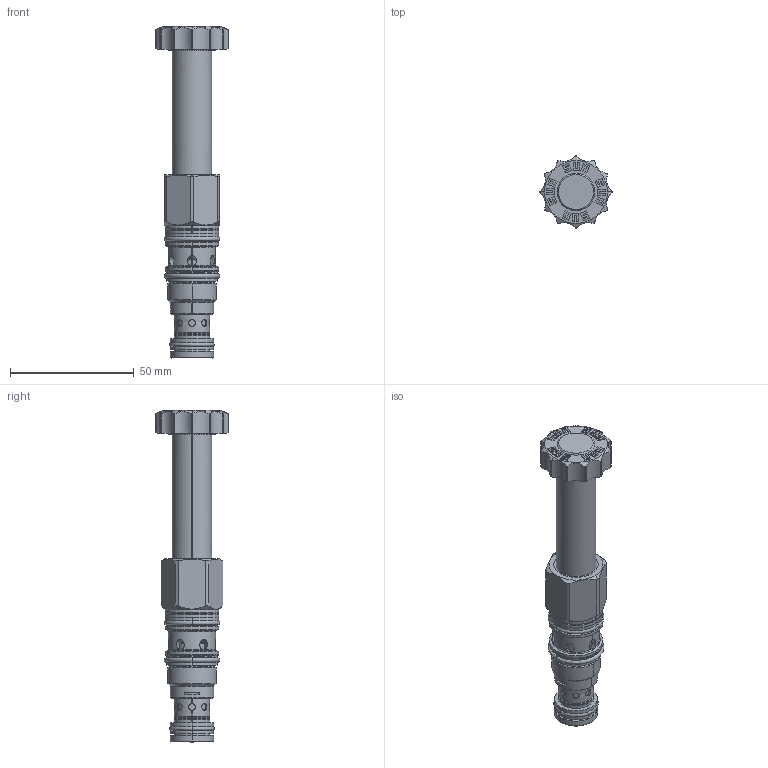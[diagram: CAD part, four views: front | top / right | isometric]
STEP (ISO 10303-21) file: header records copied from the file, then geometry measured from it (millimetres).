
FILE_DESCRIPTION((''),'2;1');
FILE_NAME('PRDGXDN_SW_PRT','2021-03-04T',('charlief'),(''),'PRO/ENGINEER BY PARAMETRIC TECHNOLOGY CORPORATION, 2016010','PRO/ENGINEER BY PARAMETRIC TECHNOLOGY CORPORATION, 2016010','');
FILE_SCHEMA(('CONFIG_CONTROL_DESIGN'));
Products named in the file (1): PRDGXDN_SW_PRT
Bounding box: 29.21 x 29.21 x 134.05 mm (x, y, z)
Surface area: 16270.2 mm2 (no closed solid volume)
Topology: 0 solids, 0 shells, 470 faces, 2344 edges, 2328 vertices
Faces by surface type: bspline 433, torus 37
Entity records: 72516 total; most frequent: CARTESIAN_POINT 51699, DIRECTION 3262, TRIMMED_CURVE 2800, VECTOR 2412, LINE 2412, DEFINITIONAL_REPRESENTATION 2312, PCURVE 2312, COMPOSITE_CURVE_SEGMENT 2312
